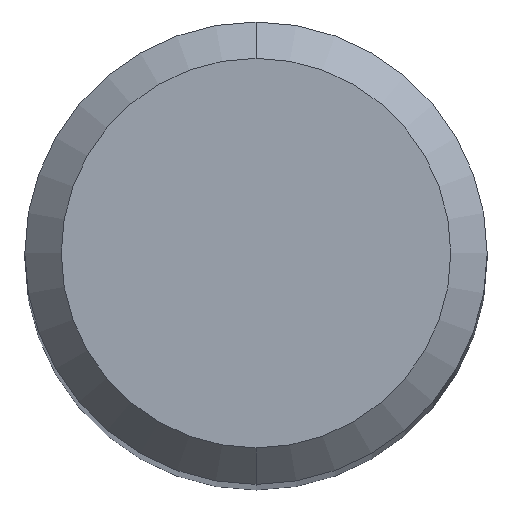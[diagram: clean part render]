
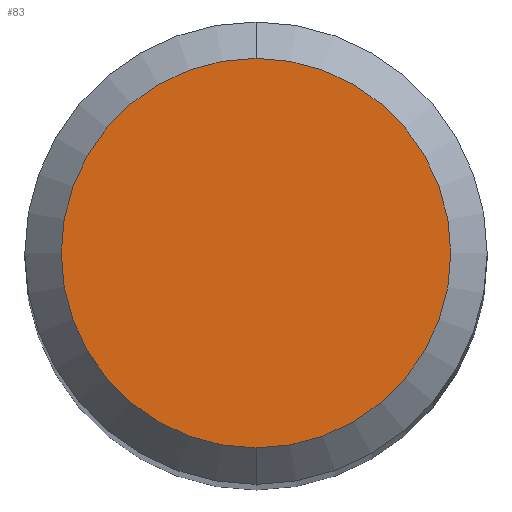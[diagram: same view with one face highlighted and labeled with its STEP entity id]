
A CAD part, top view. The second image highlights one B-rep face of the part: STEP entity #83.
In plain terms, the highlighted planar face has unit normal (0, 0, 1).
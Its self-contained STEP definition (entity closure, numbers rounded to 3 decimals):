
#59=PLANE('',#485);
#83=ADVANCED_FACE('',(#108),#59,.F.);
#108=FACE_OUTER_BOUND('',#133,.T.);
#133=EDGE_LOOP('',(#202,#203));
#202=ORIENTED_EDGE('',*,*,#291,.F.);
#203=ORIENTED_EDGE('',*,*,#290,.F.);
#251=VERTEX_POINT('',#729);
#252=VERTEX_POINT('',#731);
#290=EDGE_CURVE('',#252,#251,#321,.T.);
#291=EDGE_CURVE('',#251,#252,#322,.T.);
#321=CIRCLE('',#482,5.35);
#322=CIRCLE('',#484,5.35);
#482=AXIS2_PLACEMENT_3D('',#732,#610,#611);
#484=AXIS2_PLACEMENT_3D('',#734,#614,#615);
#485=AXIS2_PLACEMENT_3D('',#735,#616,#617);
#610=DIRECTION('',(0.,0.,-1.));
#611=DIRECTION('',(0.,1.,0.));
#614=DIRECTION('',(0.,0.,-1.));
#615=DIRECTION('',(0.,-1.,0.));
#616=DIRECTION('',(0.,0.,-1.));
#617=DIRECTION('',(0.,-1.,0.));
#729=CARTESIAN_POINT('',(0.,-5.35,0.));
#731=CARTESIAN_POINT('',(0.,5.35,0.));
#732=CARTESIAN_POINT('',(0.,0.,0.));
#734=CARTESIAN_POINT('',(0.,0.,0.));
#735=CARTESIAN_POINT('',(0.,0.,0.));
